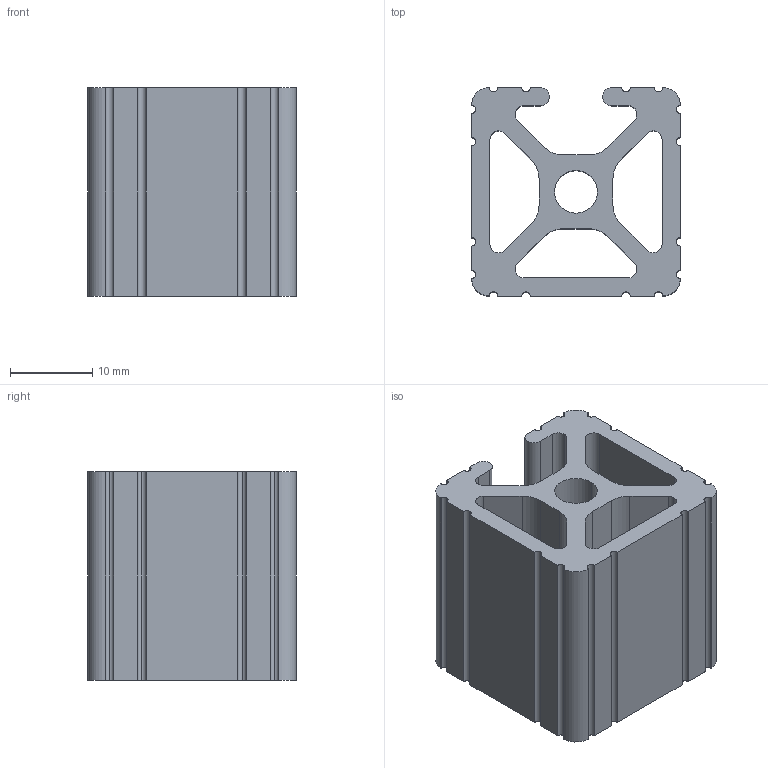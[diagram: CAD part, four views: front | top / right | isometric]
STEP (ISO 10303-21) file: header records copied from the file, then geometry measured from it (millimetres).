
FILE_DESCRIPTION (( 'STEP AP214' ), '1' );
FILE_NAME ('031DB4E3-1666-43CE-9537-649181046BDF.STEP', '2025-05-15T21:11:30', ( '' ), ( '' ), 'SwSTEP 2.0', 'SolidWorks 2022', '' );
FILE_SCHEMA (( 'AUTOMOTIVE_DESIGN' ));
Length unit declared in the file: inch
Products named in the file (1): 031DB4E3-1666-43CE-9537-649181046BDF
Bounding box: 25.4 x 25.4 x 25.4 mm (x, y, z)
Volume: 8300.7 mm3; surface area: 7099.4 mm2
Topology: 1 solids, 1 shells, 87 faces, 255 edges, 170 vertices
Faces by surface type: cylinder 47, plane 40
Entity records: 2979 total; most frequent: DIRECTION 525, CARTESIAN_POINT 513, ORIENTED_EDGE 510, EDGE_CURVE 255, AXIS2_PLACEMENT_3D 182, VERTEX_POINT 170, VECTOR 161, LINE 161
